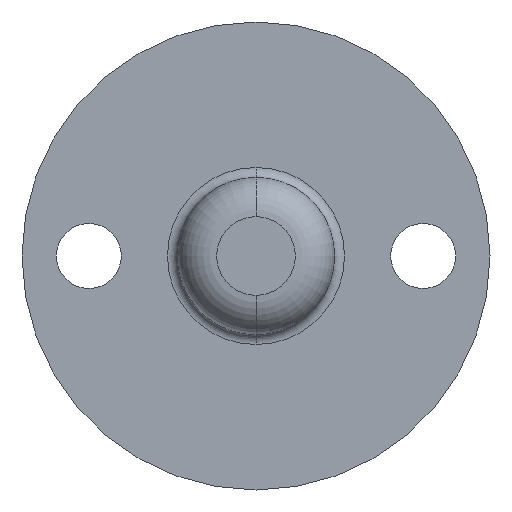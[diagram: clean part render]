
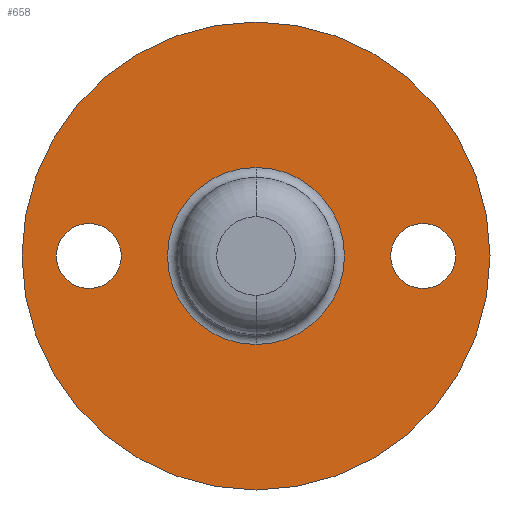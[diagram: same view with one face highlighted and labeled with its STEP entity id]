
A CAD part, front view. The second image highlights one B-rep face of the part: STEP entity #658.
In plain terms, the highlighted planar face has unit normal (0, -1, 0).
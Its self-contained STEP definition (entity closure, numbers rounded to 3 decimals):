
#11 = DIRECTION ( 'NONE',  ( 0., 1., 0. ) ) ;
#12 = AXIS2_PLACEMENT_3D ( 'NONE', #154, #326, #560 ) ;
#16 = EDGE_CURVE ( 'NONE', #129, #128, #534, .T. ) ;
#26 = CARTESIAN_POINT ( 'NONE',  ( 0., 30., 0. ) ) ;
#36 = CIRCLE ( 'NONE', #643, 11.9 ) ;
#42 = CARTESIAN_POINT ( 'NONE',  ( 0., 30., 11.9 ) ) ;
#57 = DIRECTION ( 'NONE',  ( 0., 0., 1. ) ) ;
#61 = EDGE_LOOP ( 'NONE', ( #159, #555 ) ) ;
#72 = DIRECTION ( 'NONE',  ( 0., 0., 1. ) ) ;
#98 = DIRECTION ( 'NONE',  ( 0., -1., 0. ) ) ;
#114 = CARTESIAN_POINT ( 'NONE',  ( 0., 30., 0. ) ) ;
#123 = DIRECTION ( 'NONE',  ( 0., 1., 0. ) ) ;
#128 = VERTEX_POINT ( 'NONE', #170 ) ;
#129 = VERTEX_POINT ( 'NONE', #661 ) ;
#131 = ORIENTED_EDGE ( 'NONE', *, *, #596, .F. ) ;
#132 = DIRECTION ( 'NONE',  ( 0., -1., 0. ) ) ;
#134 = EDGE_CURVE ( 'NONE', #304, #149, #480, .T. ) ;
#139 = ORIENTED_EDGE ( 'NONE', *, *, #141, .F. ) ;
#140 = CARTESIAN_POINT ( 'NONE',  ( -8.5, 30., 0. ) ) ;
#141 = EDGE_CURVE ( 'NONE', #624, #312, #145, .T. ) ;
#145 = CIRCLE ( 'NONE', #250, 1.65 ) ;
#148 = ORIENTED_EDGE ( 'NONE', *, *, #16, .F. ) ;
#149 = VERTEX_POINT ( 'NONE', #406 ) ;
#154 = CARTESIAN_POINT ( 'NONE',  ( 0., 30., 0. ) ) ;
#159 = ORIENTED_EDGE ( 'NONE', *, *, #134, .T. ) ;
#166 = EDGE_CURVE ( 'NONE', #352, #671, #308, .T. ) ;
#168 = CIRCLE ( 'NONE', #594, 1.65 ) ;
#170 = CARTESIAN_POINT ( 'NONE',  ( -8.5, 30., 1.65 ) ) ;
#174 = DIRECTION ( 'NONE',  ( 0., 0., 1. ) ) ;
#184 = EDGE_CURVE ( 'NONE', #312, #624, #168, .T. ) ;
#232 = AXIS2_PLACEMENT_3D ( 'NONE', #595, #261, #552 ) ;
#249 = CARTESIAN_POINT ( 'NONE',  ( 8.5, 30., 1.65 ) ) ;
#250 = AXIS2_PLACEMENT_3D ( 'NONE', #527, #355, #523 ) ;
#261 = DIRECTION ( 'NONE',  ( 0., 1., 0. ) ) ;
#291 = DIRECTION ( 'NONE',  ( 0., -1., 0. ) ) ;
#304 = VERTEX_POINT ( 'NONE', #477 ) ;
#308 = CIRCLE ( 'NONE', #514, 11.9 ) ;
#309 = DIRECTION ( 'NONE',  ( 0., 1., 0. ) ) ;
#311 = ORIENTED_EDGE ( 'NONE', *, *, #166, .F. ) ;
#312 = VERTEX_POINT ( 'NONE', #249 ) ;
#326 = DIRECTION ( 'NONE',  ( 0., 1., 0. ) ) ;
#352 = VERTEX_POINT ( 'NONE', #589 ) ;
#355 = DIRECTION ( 'NONE',  ( 0., -1., 0. ) ) ;
#378 = CARTESIAN_POINT ( 'NONE',  ( 8.5, 30., -1.65 ) ) ;
#397 = AXIS2_PLACEMENT_3D ( 'NONE', #516, #11, #676 ) ;
#406 = CARTESIAN_POINT ( 'NONE',  ( 0., 30., -4.5 ) ) ;
#427 = AXIS2_PLACEMENT_3D ( 'NONE', #615, #98, #57 ) ;
#439 = PLANE ( 'NONE',  #232 ) ;
#453 = FACE_BOUND ( 'NONE', #61, .T. ) ;
#470 = EDGE_CURVE ( 'NONE', #149, #304, #682, .T. ) ;
#474 = EDGE_LOOP ( 'NONE', ( #139, #554 ) ) ;
#477 = CARTESIAN_POINT ( 'NONE',  ( 0., 30., 4.5 ) ) ;
#480 = CIRCLE ( 'NONE', #397, 4.5 ) ;
#498 = CIRCLE ( 'NONE', #616, 1.65 ) ;
#514 = AXIS2_PLACEMENT_3D ( 'NONE', #114, #123, #174 ) ;
#516 = CARTESIAN_POINT ( 'NONE',  ( 0., 30., 0. ) ) ;
#518 = CARTESIAN_POINT ( 'NONE',  ( 8.5, 30., 0. ) ) ;
#523 = DIRECTION ( 'NONE',  ( 0., 0., -1. ) ) ;
#527 = CARTESIAN_POINT ( 'NONE',  ( 8.5, 30., 0. ) ) ;
#534 = CIRCLE ( 'NONE', #427, 1.65 ) ;
#536 = DIRECTION ( 'NONE',  ( 0., 0., 1. ) ) ;
#552 = DIRECTION ( 'NONE',  ( 0., 0., 1. ) ) ;
#554 = ORIENTED_EDGE ( 'NONE', *, *, #184, .F. ) ;
#555 = ORIENTED_EDGE ( 'NONE', *, *, #470, .T. ) ;
#560 = DIRECTION ( 'NONE',  ( 0., 0., 1. ) ) ;
#568 = EDGE_CURVE ( 'NONE', #128, #129, #498, .T. ) ;
#581 = DIRECTION ( 'NONE',  ( 0., 0., -1. ) ) ;
#588 = ORIENTED_EDGE ( 'NONE', *, *, #568, .F. ) ;
#589 = CARTESIAN_POINT ( 'NONE',  ( 0., 30., -11.9 ) ) ;
#594 = AXIS2_PLACEMENT_3D ( 'NONE', #518, #291, #581 ) ;
#595 = CARTESIAN_POINT ( 'NONE',  ( 0., 30., 0. ) ) ;
#596 = EDGE_CURVE ( 'NONE', #671, #352, #36, .T. ) ;
#615 = CARTESIAN_POINT ( 'NONE',  ( -8.5, 30., 0. ) ) ;
#616 = AXIS2_PLACEMENT_3D ( 'NONE', #140, #132, #536 ) ;
#624 = VERTEX_POINT ( 'NONE', #378 ) ;
#643 = AXIS2_PLACEMENT_3D ( 'NONE', #26, #309, #72 ) ;
#658 = ADVANCED_FACE ( 'NONE', ( #679, #669, #453, #688 ), #439, .F. ) ;
#661 = CARTESIAN_POINT ( 'NONE',  ( -8.5, 30., -1.65 ) ) ;
#669 = FACE_BOUND ( 'NONE', #474, .T. ) ;
#671 = VERTEX_POINT ( 'NONE', #42 ) ;
#676 = DIRECTION ( 'NONE',  ( 0., 0., 1. ) ) ;
#679 = FACE_BOUND ( 'NONE', #684, .T. ) ;
#682 = CIRCLE ( 'NONE', #12, 4.5 ) ;
#684 = EDGE_LOOP ( 'NONE', ( #588, #148 ) ) ;
#688 = FACE_OUTER_BOUND ( 'NONE', #691, .T. ) ;
#691 = EDGE_LOOP ( 'NONE', ( #311, #131 ) ) ;
